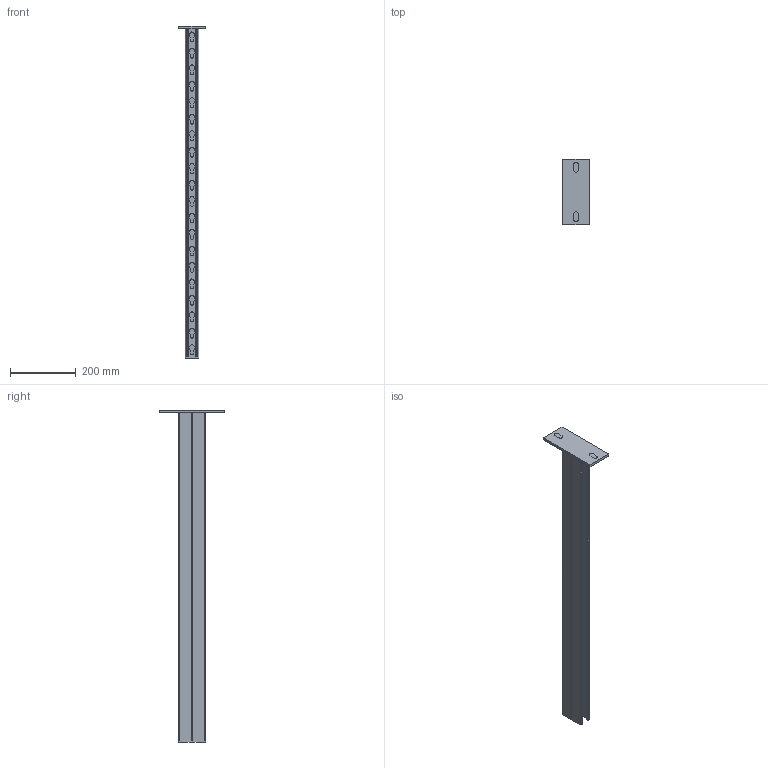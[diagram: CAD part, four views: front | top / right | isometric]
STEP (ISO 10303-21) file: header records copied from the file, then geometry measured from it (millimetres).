
FILE_DESCRIPTION(/* description */ (''),/* implementation_level */ '2;1');
FILE_NAME(/* name */ '596123.stp',/* time_stamp */ '2025-12-05T09:50:32+01:00',/* author */ ('mael.lecharpentier'),/* organization */ (''),/* preprocessor_version */ 'ST-DEVELOPER v20',/* originating_system */ 'AutoCAD Mechanical',/* authorisation */ '');
FILE_SCHEMA (('AUTOMOTIVE_DESIGN { 1 0 10303 214 3 1 1 }'));
Length unit declared in the file: millimetre
Products named in the file (1): Product
Bounding box: 80 x 200 x 1008.2 mm (x, y, z)
Volume: 826904.9 mm3; surface area: 620880.4 mm2
Topology: 3 solids, 47 shells, 98 faces, 480 edges, 432 vertices
Faces by surface type: plane 86, cylinder 12
Entity records: 4967 total; most frequent: CARTESIAN_POINT 1011, DIRECTION 790, ORIENTED_EDGE 624, EDGE_CURVE 480, VERTEX_POINT 432, LINE 368, VECTOR 368, AXIS2_PLACEMENT_3D 211
